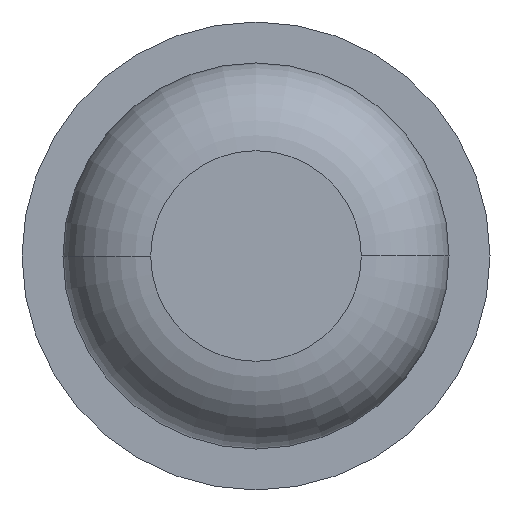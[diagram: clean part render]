
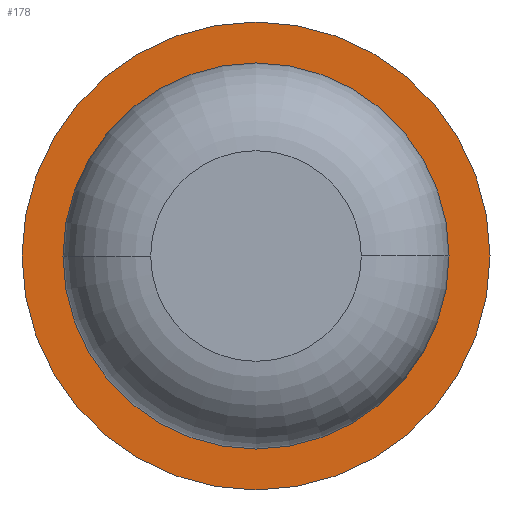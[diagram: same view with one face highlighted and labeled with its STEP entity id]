
A CAD part, front view. The second image highlights one B-rep face of the part: STEP entity #178.
In plain terms, the highlighted planar face has unit normal (0, -1, 0).
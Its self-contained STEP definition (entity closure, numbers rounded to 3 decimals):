
#32 = CARTESIAN_POINT ( 'NONE',  ( 0.825, -7., 0. ) ) ;
#120 = VERTEX_POINT ( 'NONE', #1476 ) ;
#167 = DIRECTION ( 'NONE',  ( 0., 1., 0. ) ) ;
#178 = ADVANCED_FACE ( 'Defeature ausgef�hrt1_5', ( #3728, #2133 ), #2522, .F. ) ;
#261 = CIRCLE ( 'NONE', #494, 0.825 ) ;
#371 = CIRCLE ( 'NONE', #3444, 0.825 ) ;
#390 = DIRECTION ( 'NONE',  ( -1., 0., 0. ) ) ;
#406 = CARTESIAN_POINT ( 'NONE',  ( 0., -7., 0. ) ) ;
#415 = AXIS2_PLACEMENT_3D ( 'NONE', #2018, #3335, #448 ) ;
#431 = CARTESIAN_POINT ( 'NONE',  ( -1., -7., 0. ) ) ;
#448 = DIRECTION ( 'NONE',  ( -1., 0., 0. ) ) ;
#465 = AXIS2_PLACEMENT_3D ( 'NONE', #621, #3772, #1234 ) ;
#494 = AXIS2_PLACEMENT_3D ( 'NONE', #1365, #167, #2627 ) ;
#621 = CARTESIAN_POINT ( 'NONE',  ( 0., -7., 0. ) ) ;
#690 = EDGE_LOOP ( 'NONE', ( #1241, #920 ) ) ;
#703 = DIRECTION ( 'NONE',  ( 0., 1., 0. ) ) ;
#723 = DIRECTION ( 'NONE',  ( -1., 0., 0. ) ) ;
#920 = ORIENTED_EDGE ( 'NONE', *, *, #2590, .T. ) ;
#1051 = CIRCLE ( 'NONE', #415, 1. ) ;
#1087 = ORIENTED_EDGE ( 'NONE', *, *, #4037, .F. ) ;
#1234 = DIRECTION ( 'NONE',  ( -1., 0., 0. ) ) ;
#1241 = ORIENTED_EDGE ( 'NONE', *, *, #2889, .T. ) ;
#1311 = EDGE_LOOP ( 'NONE', ( #2050, #1087 ) ) ;
#1365 = CARTESIAN_POINT ( 'NONE',  ( 0., -7., 0. ) ) ;
#1476 = CARTESIAN_POINT ( 'NONE',  ( -0.825, -7., 0. ) ) ;
#1606 = DIRECTION ( 'NONE',  ( 0., 1., 0. ) ) ;
#1856 = CIRCLE ( 'NONE', #465, 1. ) ;
#1936 = EDGE_CURVE ( 'Defeature ausgef�hrt1_6+Defeature ausgef�hrt1_5+Defeature ausgef�hrt1_5+Defeature ausgef�hrt1_5', #2542, #2949, #1051, .T. ) ;
#2018 = CARTESIAN_POINT ( 'NONE',  ( 0., -7., 0. ) ) ;
#2050 = ORIENTED_EDGE ( 'NONE', *, *, #1936, .F. ) ;
#2109 = VERTEX_POINT ( 'NONE', #2882 ) ;
#2133 = FACE_BOUND ( 'NONE', #690, .T. ) ;
#2522 = PLANE ( 'NONE',  #2938 ) ;
#2542 = VERTEX_POINT ( 'NONE', #431 ) ;
#2590 = EDGE_CURVE ( 'Defeature ausgef�hrt1_5+Defeature ausgef�hrt1_0+Defeature ausgef�hrt1_0+Defeature ausgef�hrt1_0', #2109, #120, #371, .T. ) ;
#2627 = DIRECTION ( 'NONE',  ( -1., 0., 0. ) ) ;
#2882 = CARTESIAN_POINT ( 'NONE',  ( 0.825, -7., 0. ) ) ;
#2889 = EDGE_CURVE ( 'Defeature ausgef�hrt1_5+Defeature ausgef�hrt1_0+Defeature ausgef�hrt1_0+Defeature ausgef�hrt1_0', #120, #2109, #261, .T. ) ;
#2938 = AXIS2_PLACEMENT_3D ( 'NONE', #32, #1606, #390 ) ;
#2949 = VERTEX_POINT ( 'NONE', #3173 ) ;
#3173 = CARTESIAN_POINT ( 'NONE',  ( 1., -7., 0. ) ) ;
#3335 = DIRECTION ( 'NONE',  ( 0., 1., 0. ) ) ;
#3444 = AXIS2_PLACEMENT_3D ( 'NONE', #406, #703, #723 ) ;
#3728 = FACE_OUTER_BOUND ( 'NONE', #1311, .T. ) ;
#3772 = DIRECTION ( 'NONE',  ( 0., 1., 0. ) ) ;
#4037 = EDGE_CURVE ( 'Defeature ausgef�hrt1_6+Defeature ausgef�hrt1_5+Defeature ausgef�hrt1_5+Defeature ausgef�hrt1_5', #2949, #2542, #1856, .T. ) ;
